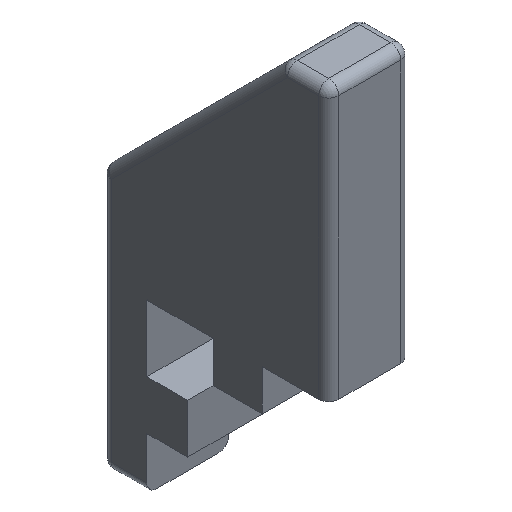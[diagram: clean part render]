
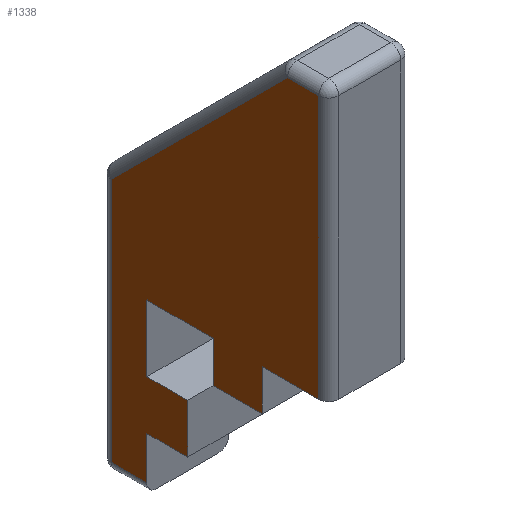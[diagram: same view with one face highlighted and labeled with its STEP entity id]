
A CAD part, isometric view. The second image highlights one B-rep face of the part: STEP entity #1338.
In plain terms, the highlighted planar face has unit normal (-1, 0, 0).
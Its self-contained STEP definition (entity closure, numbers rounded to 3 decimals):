
#19 = CARTESIAN_POINT ( 'NONE',  ( 141., 5.5, -2.7 ) ) ;
#45 = EDGE_CURVE ( 'NONE', #2284, #429, #122, .T. ) ;
#56 = VERTEX_POINT ( 'NONE', #2295 ) ;
#63 = VECTOR ( 'NONE', #827, 1000. ) ;
#68 = ORIENTED_EDGE ( 'NONE', *, *, #1409, .T. ) ;
#86 = CARTESIAN_POINT ( 'NONE',  ( 141., 10., 10. ) ) ;
#102 = VECTOR ( 'NONE', #1611, 1000. ) ;
#114 = VERTEX_POINT ( 'NONE', #2588 ) ;
#122 = LINE ( 'NONE', #909, #460 ) ;
#162 = EDGE_CURVE ( 'NONE', #2464, #314, #971, .T. ) ;
#175 = CARTESIAN_POINT ( 'NONE',  ( 141., -2.7, 10. ) ) ;
#203 = EDGE_CURVE ( 'NONE', #2112, #114, #1999, .T. ) ;
#272 = VERTEX_POINT ( 'NONE', #1440 ) ;
#278 = CARTESIAN_POINT ( 'NONE',  ( 141., -8.9, 38.9 ) ) ;
#281 = DIRECTION ( 'NONE',  ( 0., 0., -1. ) ) ;
#289 = PLANE ( 'NONE',  #2082 ) ;
#290 = EDGE_CURVE ( 'NONE', #314, #549, #1827, .T. ) ;
#314 = VERTEX_POINT ( 'NONE', #2456 ) ;
#318 = DIRECTION ( 'NONE',  ( 1., 0., 0. ) ) ;
#319 = CARTESIAN_POINT ( 'NONE',  ( 141., 10., -2.7 ) ) ;
#367 = CARTESIAN_POINT ( 'NONE',  ( 141., 10., -2.7 ) ) ;
#371 = CARTESIAN_POINT ( 'NONE',  ( 141., -5.456, 38.9 ) ) ;
#408 = CARTESIAN_POINT ( 'NONE',  ( 141., 2.7, 5.5 ) ) ;
#411 = CARTESIAN_POINT ( 'NONE',  ( 141., 5.5, 2.7 ) ) ;
#423 = DIRECTION ( 'NONE',  ( 0., 1., 0. ) ) ;
#429 = VERTEX_POINT ( 'NONE', #1392 ) ;
#456 = ORIENTED_EDGE ( 'NONE', *, *, #162, .T. ) ;
#460 = VECTOR ( 'NONE', #2347, 1000. ) ;
#461 = CARTESIAN_POINT ( 'NONE',  ( 141., 0., 38.9 ) ) ;
#464 = VECTOR ( 'NONE', #1907, 1000. ) ;
#492 = CARTESIAN_POINT ( 'NONE',  ( 141., -2.7, 5.5 ) ) ;
#497 = VERTEX_POINT ( 'NONE', #411 ) ;
#526 = ORIENTED_EDGE ( 'NONE', *, *, #2216, .T. ) ;
#544 = ORIENTED_EDGE ( 'NONE', *, *, #1047, .T. ) ;
#549 = VERTEX_POINT ( 'NONE', #278 ) ;
#551 = VECTOR ( 'NONE', #740, 1000. ) ;
#603 = LINE ( 'NONE', #2000, #1335 ) ;
#649 = ORIENTED_EDGE ( 'NONE', *, *, #2324, .T. ) ;
#670 = CARTESIAN_POINT ( 'NONE',  ( 141., 2.7, 5.5 ) ) ;
#713 = CARTESIAN_POINT ( 'NONE',  ( 141., 0., -7.4 ) ) ;
#714 = EDGE_CURVE ( 'NONE', #56, #1165, #1297, .T. ) ;
#740 = DIRECTION ( 'NONE',  ( 0., 1., 0. ) ) ;
#788 = CARTESIAN_POINT ( 'NONE',  ( 141., -8.9, 0. ) ) ;
#801 = ORIENTED_EDGE ( 'NONE', *, *, #2536, .T. ) ;
#807 = DIRECTION ( 'NONE',  ( 0., 0.707, -0.707 ) ) ;
#827 = DIRECTION ( 'NONE',  ( 0., 0., -1. ) ) ;
#861 = ORIENTED_EDGE ( 'NONE', *, *, #891, .T. ) ;
#891 = EDGE_CURVE ( 'NONE', #988, #2284, #1339, .T. ) ;
#903 = VECTOR ( 'NONE', #1513, 1000. ) ;
#909 = CARTESIAN_POINT ( 'NONE',  ( 141., 10., 10. ) ) ;
#971 = LINE ( 'NONE', #1955, #989 ) ;
#988 = VERTEX_POINT ( 'NONE', #2226 ) ;
#989 = VECTOR ( 'NONE', #2390, 1000. ) ;
#1000 = CARTESIAN_POINT ( 'NONE',  ( 141., 16.722, 16.722 ) ) ;
#1018 = LINE ( 'NONE', #2228, #63 ) ;
#1024 = LINE ( 'NONE', #1406, #102 ) ;
#1042 = CARTESIAN_POINT ( 'NONE',  ( 141., 13.9, -7.4 ) ) ;
#1047 = EDGE_CURVE ( 'NONE', #272, #2464, #1846, .T. ) ;
#1075 = VECTOR ( 'NONE', #1549, 1000. ) ;
#1142 = DIRECTION ( 'NONE',  ( 0., 0., 1. ) ) ;
#1150 = CARTESIAN_POINT ( 'NONE',  ( 141., 10., 2.7 ) ) ;
#1165 = VERTEX_POINT ( 'NONE', #367 ) ;
#1169 = ORIENTED_EDGE ( 'NONE', *, *, #290, .T. ) ;
#1295 = FACE_OUTER_BOUND ( 'NONE', #1989, .T. ) ;
#1297 = LINE ( 'NONE', #319, #1462 ) ;
#1307 = VECTOR ( 'NONE', #281, 1000. ) ;
#1335 = VECTOR ( 'NONE', #1781, 1000. ) ;
#1338 = ADVANCED_FACE ( 'NONE', ( #1295 ), #289, .F. ) ;
#1339 = LINE ( 'NONE', #1150, #464 ) ;
#1392 = CARTESIAN_POINT ( 'NONE',  ( 141., 2.7, 10. ) ) ;
#1406 = CARTESIAN_POINT ( 'NONE',  ( 141., 5.5, -2.7 ) ) ;
#1409 = EDGE_CURVE ( 'NONE', #2186, #56, #2515, .T. ) ;
#1440 = CARTESIAN_POINT ( 'NONE',  ( 141., -2.7, 5.5 ) ) ;
#1462 = VECTOR ( 'NONE', #1142, 1000. ) ;
#1464 = VECTOR ( 'NONE', #1694, 1000. ) ;
#1484 = DIRECTION ( 'NONE',  ( 0., 0., 1. ) ) ;
#1496 = LINE ( 'NONE', #670, #1464 ) ;
#1513 = DIRECTION ( 'NONE',  ( 0., -1., 0. ) ) ;
#1549 = DIRECTION ( 'NONE',  ( 0., 0., 1. ) ) ;
#1588 = ORIENTED_EDGE ( 'NONE', *, *, #2003, .T. ) ;
#1611 = DIRECTION ( 'NONE',  ( 0., 0., 1. ) ) ;
#1630 = VECTOR ( 'NONE', #1484, 1000. ) ;
#1639 = VERTEX_POINT ( 'NONE', #408 ) ;
#1694 = DIRECTION ( 'NONE',  ( 0., -1., 0. ) ) ;
#1707 = EDGE_CURVE ( 'NONE', #1165, #2020, #603, .T. ) ;
#1730 = ORIENTED_EDGE ( 'NONE', *, *, #1707, .T. ) ;
#1777 = EDGE_CURVE ( 'NONE', #1639, #272, #1496, .T. ) ;
#1781 = DIRECTION ( 'NONE',  ( 0., -1., 0. ) ) ;
#1827 = LINE ( 'NONE', #788, #1075 ) ;
#1829 = ORIENTED_EDGE ( 'NONE', *, *, #2409, .T. ) ;
#1846 = LINE ( 'NONE', #492, #1630 ) ;
#1893 = ORIENTED_EDGE ( 'NONE', *, *, #714, .T. ) ;
#1907 = DIRECTION ( 'NONE',  ( 0., 0., 1. ) ) ;
#1955 = CARTESIAN_POINT ( 'NONE',  ( 141., -2.7, 10. ) ) ;
#1969 = VECTOR ( 'NONE', #423, 1000. ) ;
#1989 = EDGE_LOOP ( 'NONE', ( #456, #1169, #801, #2027, #1588, #68, #1893, #1730, #526, #1829, #861, #2259, #649, #2335, #544 ) ) ;
#1999 = LINE ( 'NONE', #1000, #2466 ) ;
#2000 = CARTESIAN_POINT ( 'NONE',  ( 141., 10., -2.7 ) ) ;
#2003 = EDGE_CURVE ( 'NONE', #114, #2186, #1018, .T. ) ;
#2020 = VERTEX_POINT ( 'NONE', #19 ) ;
#2027 = ORIENTED_EDGE ( 'NONE', *, *, #203, .T. ) ;
#2032 = LINE ( 'NONE', #461, #1969 ) ;
#2067 = LINE ( 'NONE', #2504, #1307 ) ;
#2082 = AXIS2_PLACEMENT_3D ( 'NONE', #2105, #318, #2280 ) ;
#2105 = CARTESIAN_POINT ( 'NONE',  ( 141., 0., 0. ) ) ;
#2112 = VERTEX_POINT ( 'NONE', #371 ) ;
#2186 = VERTEX_POINT ( 'NONE', #1042 ) ;
#2216 = EDGE_CURVE ( 'NONE', #2020, #497, #1024, .T. ) ;
#2226 = CARTESIAN_POINT ( 'NONE',  ( 141., 10., 2.7 ) ) ;
#2228 = CARTESIAN_POINT ( 'NONE',  ( 141., 13.9, 0. ) ) ;
#2259 = ORIENTED_EDGE ( 'NONE', *, *, #45, .T. ) ;
#2280 = DIRECTION ( 'NONE',  ( 0., 0., -1. ) ) ;
#2284 = VERTEX_POINT ( 'NONE', #86 ) ;
#2295 = CARTESIAN_POINT ( 'NONE',  ( 141., 10., -7.4 ) ) ;
#2324 = EDGE_CURVE ( 'NONE', #429, #1639, #2067, .T. ) ;
#2332 = LINE ( 'NONE', #2358, #551 ) ;
#2335 = ORIENTED_EDGE ( 'NONE', *, *, #1777, .T. ) ;
#2347 = DIRECTION ( 'NONE',  ( 0., -1., 0. ) ) ;
#2358 = CARTESIAN_POINT ( 'NONE',  ( 141., 10., 2.7 ) ) ;
#2390 = DIRECTION ( 'NONE',  ( 0., -1., 0. ) ) ;
#2409 = EDGE_CURVE ( 'NONE', #497, #988, #2332, .T. ) ;
#2456 = CARTESIAN_POINT ( 'NONE',  ( 141., -8.9, 10. ) ) ;
#2464 = VERTEX_POINT ( 'NONE', #175 ) ;
#2466 = VECTOR ( 'NONE', #807, 1000. ) ;
#2504 = CARTESIAN_POINT ( 'NONE',  ( 141., 2.7, 5.5 ) ) ;
#2515 = LINE ( 'NONE', #713, #903 ) ;
#2536 = EDGE_CURVE ( 'NONE', #549, #2112, #2032, .T. ) ;
#2588 = CARTESIAN_POINT ( 'NONE',  ( 141., 13.9, 19.544 ) ) ;
